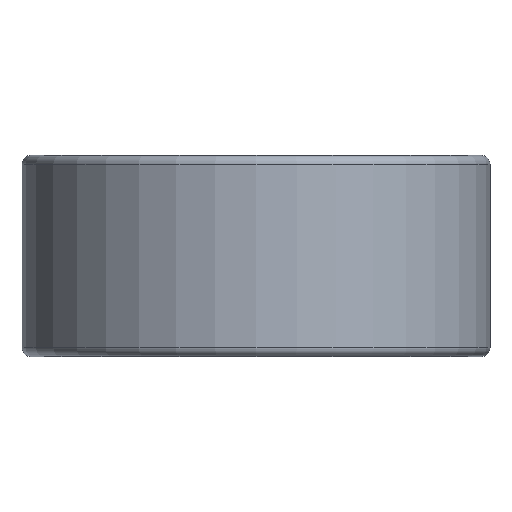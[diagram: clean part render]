
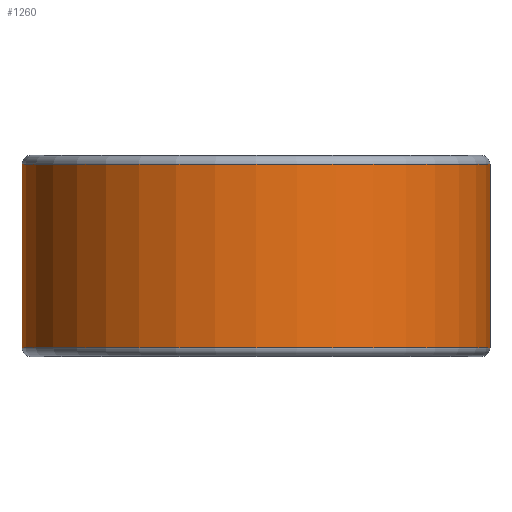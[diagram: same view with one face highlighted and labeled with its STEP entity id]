
A CAD part, front view. The second image highlights one B-rep face of the part: STEP entity #1260.
In plain terms, the highlighted cylindrical face has radius 20.231 mm (diameter 40.462 mm), a partial arc.
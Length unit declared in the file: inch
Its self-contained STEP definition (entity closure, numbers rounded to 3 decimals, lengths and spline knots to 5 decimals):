
#100 = AXIS2_PLACEMENT_3D ( 'NONE', #2046, #2637, #361 ) ;
#330 = CARTESIAN_POINT ( 'NONE',  ( -0.078, -1.906, 0.3125 ) ) ;
#351 = VERTEX_POINT ( 'NONE', #556 ) ;
#361 = DIRECTION ( 'NONE',  ( 1., 0., 0. ) ) ;
#364 = EDGE_CURVE ( 'NONE', #1738, #351, #780, .T. ) ;
#537 = DIRECTION ( 'NONE',  ( 0., 0., -1. ) ) ;
#556 = CARTESIAN_POINT ( 'NONE',  ( 1.515, -1.906, 0.3125 ) ) ;
#558 = DIRECTION ( 'NONE',  ( 0., 0., 1. ) ) ;
#582 = VECTOR ( 'NONE', #1182, 39.37008 ) ;
#640 = VERTEX_POINT ( 'NONE', #1089 ) ;
#750 = FACE_OUTER_BOUND ( 'NONE', #1128, .T. ) ;
#780 = LINE ( 'NONE', #1204, #582 ) ;
#856 = DIRECTION ( 'NONE',  ( 0., 0., 1. ) ) ;
#918 = LINE ( 'NONE', #330, #2209 ) ;
#928 = VERTEX_POINT ( 'NONE', #1627 ) ;
#1035 = ORIENTED_EDGE ( 'NONE', *, *, #2541, .T. ) ;
#1045 = CIRCLE ( 'NONE', #1438, 0.7965 ) ;
#1089 = CARTESIAN_POINT ( 'NONE',  ( -0.078, -1.906, -0.3125 ) ) ;
#1123 = EDGE_CURVE ( 'NONE', #928, #351, #1045, .T. ) ;
#1128 = EDGE_LOOP ( 'NONE', ( #1035, #1168, #1341, #2621 ) ) ;
#1168 = ORIENTED_EDGE ( 'NONE', *, *, #364, .T. ) ;
#1182 = DIRECTION ( 'NONE',  ( 0., 0., 1. ) ) ;
#1186 = AXIS2_PLACEMENT_3D ( 'NONE', #1844, #558, #2041 ) ;
#1204 = CARTESIAN_POINT ( 'NONE',  ( 1.515, -1.906, 0. ) ) ;
#1260 = ADVANCED_FACE ( 'NONE', ( #750 ), #2227, .T. ) ;
#1341 = ORIENTED_EDGE ( 'NONE', *, *, #1123, .F. ) ;
#1438 = AXIS2_PLACEMENT_3D ( 'NONE', #2128, #856, #2324 ) ;
#1515 = CIRCLE ( 'NONE', #1186, 0.7965 ) ;
#1627 = CARTESIAN_POINT ( 'NONE',  ( -0.078, -1.906, 0.3125 ) ) ;
#1738 = VERTEX_POINT ( 'NONE', #2454 ) ;
#1844 = CARTESIAN_POINT ( 'NONE',  ( 0.7185, -1.906, -0.3125 ) ) ;
#2041 = DIRECTION ( 'NONE',  ( 1., 0., 0. ) ) ;
#2046 = CARTESIAN_POINT ( 'NONE',  ( 0.7185, -1.906, 0. ) ) ;
#2071 = EDGE_CURVE ( 'NONE', #928, #640, #918, .T. ) ;
#2128 = CARTESIAN_POINT ( 'NONE',  ( 0.7185, -1.906, 0.3125 ) ) ;
#2209 = VECTOR ( 'NONE', #537, 39.37008 ) ;
#2227 = CYLINDRICAL_SURFACE ( 'NONE', #100, 0.7965 ) ;
#2324 = DIRECTION ( 'NONE',  ( 1., 0., 0. ) ) ;
#2454 = CARTESIAN_POINT ( 'NONE',  ( 1.515, -1.906, -0.3125 ) ) ;
#2541 = EDGE_CURVE ( 'NONE', #640, #1738, #1515, .T. ) ;
#2621 = ORIENTED_EDGE ( 'NONE', *, *, #2071, .T. ) ;
#2637 = DIRECTION ( 'NONE',  ( 0., 0., 1. ) ) ;
